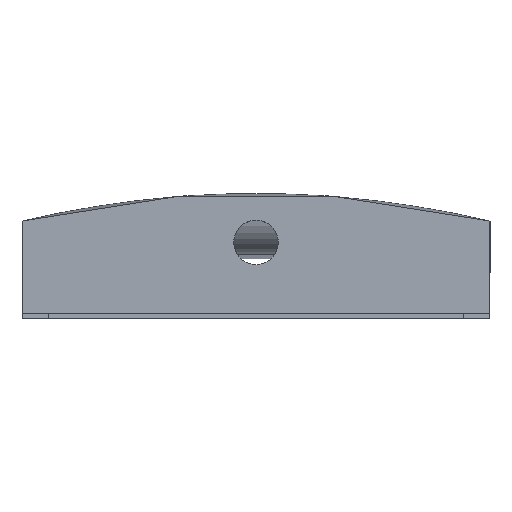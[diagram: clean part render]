
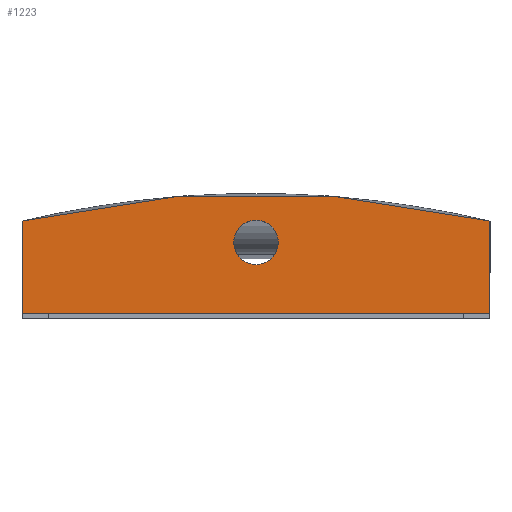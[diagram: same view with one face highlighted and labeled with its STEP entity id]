
A CAD part, top view. The second image highlights one B-rep face of the part: STEP entity #1223.
In plain terms, the highlighted planar face has unit normal (0, 0, 1).
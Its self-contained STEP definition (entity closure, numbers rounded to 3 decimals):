
#16=FACE_BOUND('',#160,.T.);
#43=PLANE('',#1311);
#98=FACE_OUTER_BOUND('',#159,.T.);
#159=EDGE_LOOP('',(#967,#968,#969,#970));
#160=EDGE_LOOP('',(#971));
#225=LINE('',#1775,#375);
#236=LINE('',#1797,#386);
#270=LINE('',#1868,#420);
#375=VECTOR('',#1434,10.);
#386=VECTOR('',#1447,10.);
#420=VECTOR('',#1519,10.);
#511=CIRCLE('',#1310,1.);
#512=CIRCLE('',#1312,45.);
#558=VERTEX_POINT('',#1772);
#559=VERTEX_POINT('',#1774);
#568=VERTEX_POINT('',#1794);
#569=VERTEX_POINT('',#1796);
#587=VERTEX_POINT('',#1863);
#686=EDGE_CURVE('',#559,#558,#225,.T.);
#697=EDGE_CURVE('',#569,#568,#236,.T.);
#733=EDGE_CURVE('',#587,#587,#511,.T.);
#734=EDGE_CURVE('',#558,#569,#512,.T.);
#735=EDGE_CURVE('',#568,#559,#270,.T.);
#967=ORIENTED_EDGE('',*,*,#686,.T.);
#968=ORIENTED_EDGE('',*,*,#734,.T.);
#969=ORIENTED_EDGE('',*,*,#697,.T.);
#970=ORIENTED_EDGE('',*,*,#735,.T.);
#971=ORIENTED_EDGE('',*,*,#733,.T.);
#1223=ADVANCED_FACE('',(#98,#16),#43,.F.);
#1310=AXIS2_PLACEMENT_3D('',#1865,#1513,#1514);
#1311=AXIS2_PLACEMENT_3D('',#1866,#1515,#1516);
#1312=AXIS2_PLACEMENT_3D('',#1867,#1517,#1518);
#1434=DIRECTION('',(0.,1.,0.));
#1447=DIRECTION('',(0.,-1.,0.));
#1513=DIRECTION('center_axis',(0.,0.,
-1.));
#1514=DIRECTION('ref_axis',(1.,0.,0.));
#1515=DIRECTION('center_axis',(0.,0.,
-1.));
#1516=DIRECTION('ref_axis',(-1.,0.,0.));
#1517=DIRECTION('center_axis',(0.,0.,
1.));
#1518=DIRECTION('ref_axis',(-0.233,0.972,0.));
#1519=DIRECTION('',(1.,0.,0.));
#1772=CARTESIAN_POINT('',(10.5,19.958,119.));
#1774=CARTESIAN_POINT('',(10.5,15.8,119.));
#1775=CARTESIAN_POINT('',(10.5,8.254,119.));
#1794=CARTESIAN_POINT('',(-10.5,15.8,119.));
#1796=CARTESIAN_POINT('',(-10.5,19.958,119.));
#1797=CARTESIAN_POINT('',(-10.5,10.333,119.));
#1863=CARTESIAN_POINT('',(-1.,19.,119.));
#1865=CARTESIAN_POINT('Origin',(0.,19.,
119.));
#1866=CARTESIAN_POINT('Origin',(0.,0.708,
119.));
#1867=CARTESIAN_POINT('Origin',(0.,-23.8,
119.));
#1868=CARTESIAN_POINT('',(-5.25,15.8,119.));
